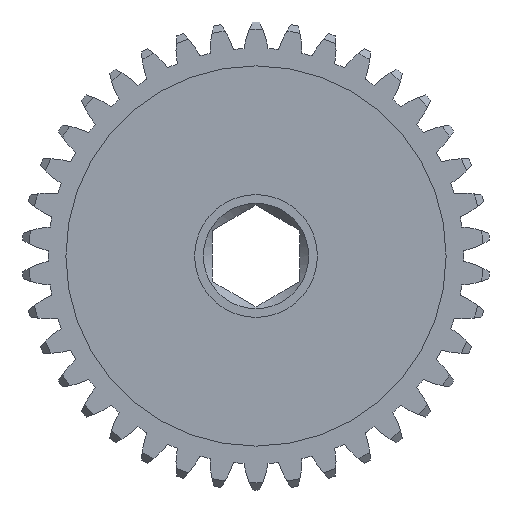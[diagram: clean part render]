
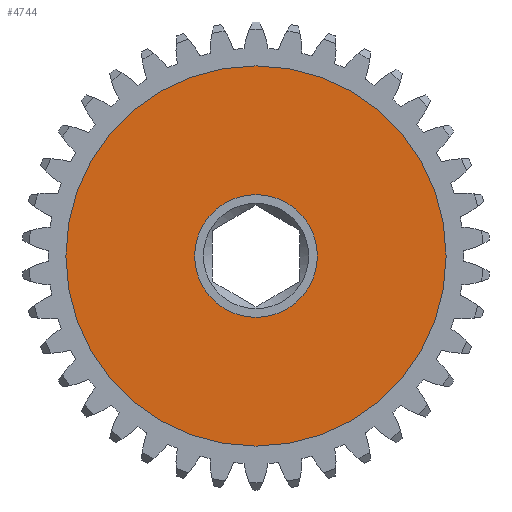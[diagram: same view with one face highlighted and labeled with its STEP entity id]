
A CAD part, left-side view. The second image highlights one B-rep face of the part: STEP entity #4744.
In plain terms, the highlighted planar face has unit normal (-1, 0, 0).
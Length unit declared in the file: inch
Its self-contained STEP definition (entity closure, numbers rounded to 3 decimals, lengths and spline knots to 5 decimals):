
#127 = CARTESIAN_POINT ( 'NONE',  ( 0.1375, 0., 0.8125 ) ) ;
#174 = CARTESIAN_POINT ( 'NONE',  ( 0.1375, 0., -0.2625 ) ) ;
#196 = EDGE_LOOP ( 'NONE', ( #7377, #5125 ) ) ;
#303 = CIRCLE ( 'NONE', #5105, 0.8125 ) ;
#647 = FACE_BOUND ( 'NONE', #7928, .T. ) ;
#1306 = DIRECTION ( 'NONE',  ( 1., 0., 0. ) ) ;
#1321 = AXIS2_PLACEMENT_3D ( 'NONE', #6619, #5092, #5788 ) ;
#1373 = DIRECTION ( 'NONE',  ( 0., 0., -1. ) ) ;
#1605 = AXIS2_PLACEMENT_3D ( 'NONE', #6218, #4837, #1373 ) ;
#1812 = CIRCLE ( 'NONE', #6201, 0.2625 ) ;
#1933 = VERTEX_POINT ( 'NONE', #174 ) ;
#2023 = DIRECTION ( 'NONE',  ( 1., 0., 0. ) ) ;
#2407 = VERTEX_POINT ( 'NONE', #2541 ) ;
#2541 = CARTESIAN_POINT ( 'NONE',  ( 0.1375, 0., 0.2625 ) ) ;
#2725 = VERTEX_POINT ( 'NONE', #5770 ) ;
#2808 = DIRECTION ( 'NONE',  ( 1., 0., 0. ) ) ;
#3427 = PLANE ( 'NONE',  #1605 ) ;
#3522 = EDGE_CURVE ( 'NONE', #2407, #1933, #4078, .T. ) ;
#3799 = EDGE_CURVE ( 'NONE', #8357, #2725, #4380, .T. ) ;
#3824 = EDGE_CURVE ( 'NONE', #2725, #8357, #303, .T. ) ;
#4078 = CIRCLE ( 'NONE', #1321, 0.2625 ) ;
#4084 = DIRECTION ( 'NONE',  ( 0., 0., -1. ) ) ;
#4105 = FACE_OUTER_BOUND ( 'NONE', #196, .T. ) ;
#4129 = CARTESIAN_POINT ( 'NONE',  ( 0.1375, 0., 0. ) ) ;
#4242 = AXIS2_PLACEMENT_3D ( 'NONE', #4129, #2808, #4311 ) ;
#4311 = DIRECTION ( 'NONE',  ( 0., 0., -1. ) ) ;
#4380 = CIRCLE ( 'NONE', #4242, 0.8125 ) ;
#4744 = ADVANCED_FACE ( 'NONE', ( #4105, #647 ), #3427, .F. ) ;
#4818 = DIRECTION ( 'NONE',  ( 0., 0., -1. ) ) ;
#4837 = DIRECTION ( 'NONE',  ( 1., 0., 0. ) ) ;
#5092 = DIRECTION ( 'NONE',  ( 1., 0., 0. ) ) ;
#5105 = AXIS2_PLACEMENT_3D ( 'NONE', #6375, #2023, #4818 ) ;
#5125 = ORIENTED_EDGE ( 'NONE', *, *, #3824, .F. ) ;
#5770 = CARTESIAN_POINT ( 'NONE',  ( 0.1375, 0., -0.8125 ) ) ;
#5788 = DIRECTION ( 'NONE',  ( 0., 0., -1. ) ) ;
#5809 = ORIENTED_EDGE ( 'NONE', *, *, #9005, .T. ) ;
#6201 = AXIS2_PLACEMENT_3D ( 'NONE', #7592, #1306, #4084 ) ;
#6218 = CARTESIAN_POINT ( 'NONE',  ( 0.1375, 0., 0. ) ) ;
#6375 = CARTESIAN_POINT ( 'NONE',  ( 0.1375, 0., 0. ) ) ;
#6570 = ORIENTED_EDGE ( 'NONE', *, *, #3522, .T. ) ;
#6619 = CARTESIAN_POINT ( 'NONE',  ( 0.1375, 0., 0. ) ) ;
#7377 = ORIENTED_EDGE ( 'NONE', *, *, #3799, .F. ) ;
#7592 = CARTESIAN_POINT ( 'NONE',  ( 0.1375, 0., 0. ) ) ;
#7928 = EDGE_LOOP ( 'NONE', ( #5809, #6570 ) ) ;
#8357 = VERTEX_POINT ( 'NONE', #127 ) ;
#9005 = EDGE_CURVE ( 'NONE', #1933, #2407, #1812, .T. ) ;
